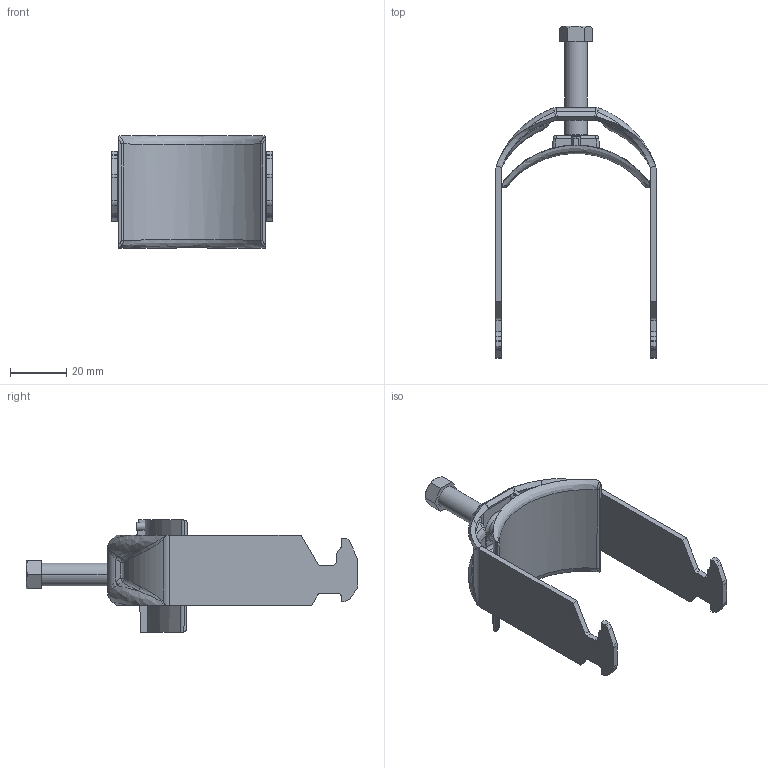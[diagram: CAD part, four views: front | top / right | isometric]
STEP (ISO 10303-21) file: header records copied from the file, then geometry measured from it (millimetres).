
FILE_DESCRIPTION (( 'STEP AP214' ), '1' );
FILE_NAME ('1186249.STEP', '2025-12-15T15:10:22', ( '' ), ( '' ), 'SwSTEP 2.0', 'SolidWorks 2024', '' );
FILE_SCHEMA (( 'AUTOMOTIVE_DESIGN' ));
Length unit declared in the file: millimetre
Products named in the file (5): 142313_Druckschraube - M8 x 33; EB104-00-04_Standard; 157098_1Fach; EB104-09-02_Standard; 1186249
Assembly tree (4 placements, depth 2):
  1186249
    157098_1Fach
    142313_Druckschraube - M8 x 33
    EB104-00-04_Standard
    EB104-09-02_Standard
Bounding box: 57 x 118 x 40.08 mm (x, y, z)
Volume: 18747.5 mm3; surface area: 18493.3 mm2
Topology: 4 solids, 4 shells, 371 faces, 930 edges, 545 vertices
Faces by surface type: plane 162, bspline 98, cylinder 77, sphere 18, cone 10, torus 6
Entity records: 15980 total; most frequent: CARTESIAN_POINT 7908, ORIENTED_EDGE 1804, DIRECTION 1420, EDGE_CURVE 902, VERTEX_POINT 545, AXIS2_PLACEMENT_3D 491, VECTOR 438, LINE 438
